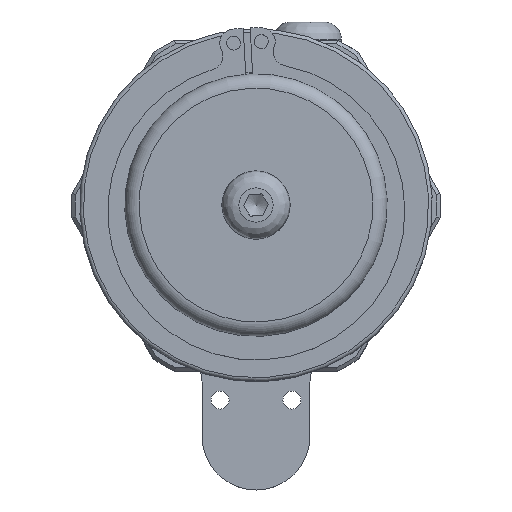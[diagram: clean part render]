
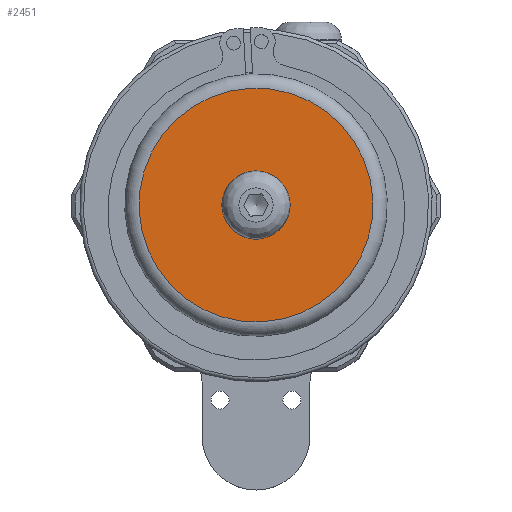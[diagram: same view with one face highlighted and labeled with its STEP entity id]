
A CAD part, top view. The second image highlights one B-rep face of the part: STEP entity #2451.
In plain terms, the highlighted planar face has unit normal (0, 0, 1).
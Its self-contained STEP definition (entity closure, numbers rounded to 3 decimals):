
#109=FACE_BOUND('',#396,.T.);
#148=PLANE('',#2685);
#247=FACE_OUTER_BOUND('',#395,.T.);
#395=EDGE_LOOP('',(#1799,#1800));
#396=EDGE_LOOP('',(#1801,#1802));
#759=CIRCLE('',#2556,2.5);
#763=CIRCLE('',#2560,2.5);
#836=CIRCLE('',#2682,16.25);
#837=CIRCLE('',#2683,16.25);
#926=VERTEX_POINT('',#3603);
#927=VERTEX_POINT('',#3604);
#1027=VERTEX_POINT('',#4012);
#1028=VERTEX_POINT('',#4013);
#1164=EDGE_CURVE('',#926,#927,#759,.T.);
#1169=EDGE_CURVE('',#927,#926,#763,.T.);
#1305=EDGE_CURVE('',#1027,#1028,#836,.T.);
#1306=EDGE_CURVE('',#1028,#1027,#837,.T.);
#1799=ORIENTED_EDGE('',*,*,#1305,.T.);
#1800=ORIENTED_EDGE('',*,*,#1306,.T.);
#1801=ORIENTED_EDGE('',*,*,#1164,.F.);
#1802=ORIENTED_EDGE('',*,*,#1169,.F.);
#2451=ADVANCED_FACE('',(#247,#109),#148,.T.);
#2556=AXIS2_PLACEMENT_3D('',#3605,#2863,#2864);
#2560=AXIS2_PLACEMENT_3D('',#3613,#2872,#2873);
#2682=AXIS2_PLACEMENT_3D('',#4014,#3164,#3165);
#2683=AXIS2_PLACEMENT_3D('',#4015,#3166,#3167);
#2685=AXIS2_PLACEMENT_3D('',#4017,#3170,#3171);
#2863=DIRECTION('center_axis',(0.,0.,
1.));
#2864=DIRECTION('ref_axis',(0.999,0.052,0.));
#2872=DIRECTION('center_axis',(0.,0.,
1.));
#2873=DIRECTION('ref_axis',(0.999,0.052,0.));
#3164=DIRECTION('center_axis',(0.,0.,
1.));
#3165=DIRECTION('ref_axis',(0.999,0.052,0.));
#3166=DIRECTION('center_axis',(0.,0.,
1.));
#3167=DIRECTION('ref_axis',(0.999,0.052,0.));
#3170=DIRECTION('center_axis',(0.,0.,
1.));
#3171=DIRECTION('ref_axis',(-0.999,-0.052,0.));
#3603=CARTESIAN_POINT('',(0.131,-2.497,36.905));
#3604=CARTESIAN_POINT('',(-0.131,2.497,36.905));
#3605=CARTESIAN_POINT('Origin',(0.,0.,
36.905));
#3613=CARTESIAN_POINT('Origin',(0.,0.,
36.905));
#4012=CARTESIAN_POINT('',(0.85,-16.228,36.905));
#4013=CARTESIAN_POINT('',(16.228,0.85,36.905));
#4014=CARTESIAN_POINT('Origin',(0.,0.,
36.905));
#4015=CARTESIAN_POINT('Origin',(0.,0.,
36.905));
#4017=CARTESIAN_POINT('Origin',(0.131,-2.497,36.905));
